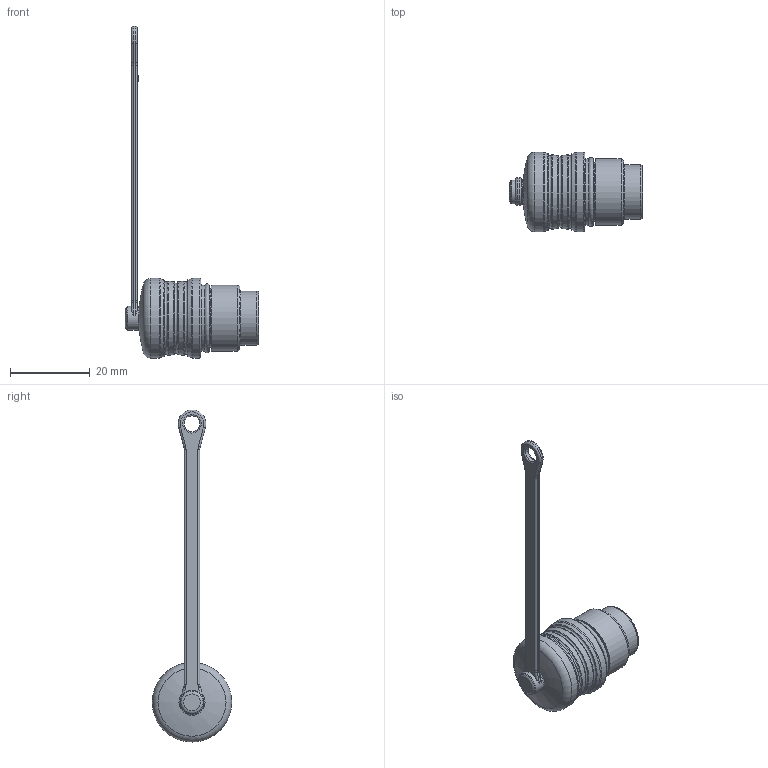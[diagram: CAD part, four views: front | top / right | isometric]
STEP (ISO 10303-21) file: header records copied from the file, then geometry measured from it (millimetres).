
FILE_DESCRIPTION(/* description */ (''),/* implementation_level */ '2;1');
FILE_NAME(/* name */ '08-2604-000-001-001_00.stp',/* time_stamp */ '2013-03-04T16:54:12+01:00',/* author */ (''),/* organization */ (''),/* preprocessor_version */ 'ST-DEVELOPER v11',/* originating_system */ 'SIEMENS UGS NX 6.0',/* authorisation */ '');
FILE_SCHEMA (('CONFIG_CONTROL_DESIGN'));
Length unit declared in the file: millimetre
Products named in the file (1): umaeB3854q65
Bounding box: 33.5 x 20 x 83.49 mm (x, y, z)
Volume: 4636.3 mm3; surface area: 4271.5 mm2
Topology: 2 solids, 2 shells, 102 faces, 231 edges, 138 vertices
Faces by surface type: torus 39, plane 31, cylinder 26, cone 5, bspline 1
Full cylindrical faces by diameter (mm): 4 x1, 6 x1, 12 x1, 13.6 x1, 14.8 x1, 16.7 x2, 20 x2
Entity records: 2649 total; most frequent: CARTESIAN_POINT 480, DIRECTION 466, ORIENTED_EDGE 348, AXIS2_PLACEMENT_3D 194, EDGE_CURVE 174, EDGE_LOOP 154, VERTEX_POINT 128, FACE_BOUND 106
